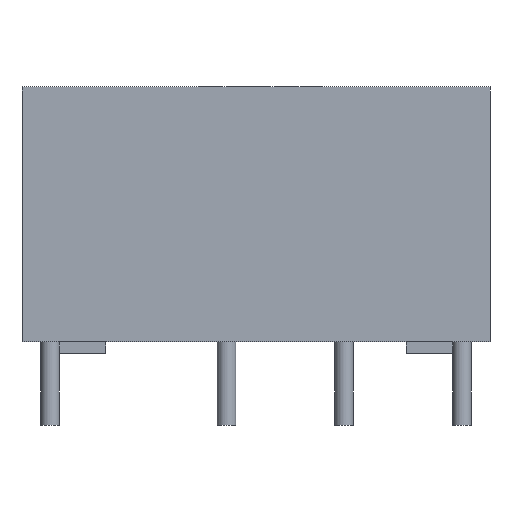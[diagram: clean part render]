
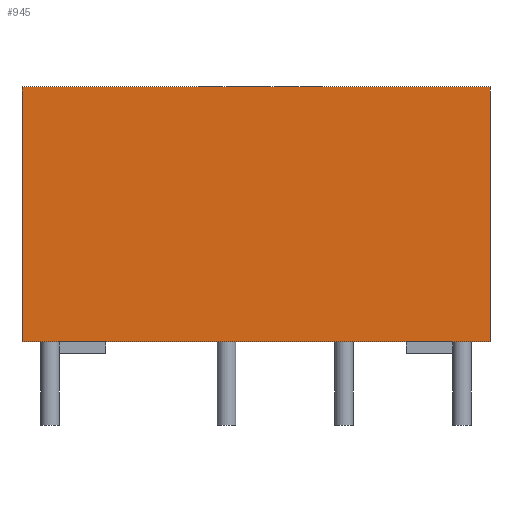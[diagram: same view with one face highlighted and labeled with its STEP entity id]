
A CAD part, front view. The second image highlights one B-rep face of the part: STEP entity #945.
In plain terms, the highlighted planar face has unit normal (0, -1, 0).
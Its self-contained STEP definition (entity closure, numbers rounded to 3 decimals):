
#493 = VECTOR ( 'NONE', #4299, 1000. ) ;
#494 = CARTESIAN_POINT ( 'NONE',  ( -10.1, -5., 11. ) ) ;
#495 = DIRECTION ( 'NONE',  ( 0., 0., -1. ) ) ;
#496 = DIRECTION ( 'NONE',  ( 0., -1., 0. ) ) ;
#497 = CARTESIAN_POINT ( 'NONE',  ( 10.1, -5., 0. ) ) ;
#498 = LINE ( 'NONE', #494, #493 ) ;
#499 = AXIS2_PLACEMENT_3D ( 'NONE', #497, #496, #495 ) ;
#500 = PLANE ( 'NONE',  #499 ) ;
#501 = FACE_OUTER_BOUND ( 'NONE', #946, .T. ) ;
#502 = DIRECTION ( 'NONE',  ( 0., 0., 1. ) ) ;
#503 = VECTOR ( 'NONE', #502, 1000. ) ;
#504 = CARTESIAN_POINT ( 'NONE',  ( -10.1, -5., 0. ) ) ;
#505 = LINE ( 'NONE', #504, #503 ) ;
#506 = CARTESIAN_POINT ( 'NONE',  ( 10.1, -5., 0. ) ) ;
#507 = CARTESIAN_POINT ( 'NONE',  ( -10.1, -5., 0. ) ) ;
#942 = VERTEX_POINT ( 'NONE', #507 ) ;
#943 = VERTEX_POINT ( 'NONE', #506 ) ;
#944 = EDGE_CURVE ( 'NONE', #942, #1094, #505, .T. ) ;
#945 = ADVANCED_FACE ( 'NONE', ( #501 ), #500, .T. ) ;
#946 = EDGE_LOOP ( 'NONE', ( #1093, #970, #966, #947 ) ) ;
#947 = ORIENTED_EDGE ( 'NONE', *, *, #948, .F. ) ;
#948 = EDGE_CURVE ( 'NONE', #1094, #968, #498, .T. ) ;
#960 = EDGE_CURVE ( 'NONE', #942, #943, #2020, .T. ) ;
#966 = ORIENTED_EDGE ( 'NONE', *, *, #967, .F. ) ;
#967 = EDGE_CURVE ( 'NONE', #968, #943, #2054, .T. ) ;
#968 = VERTEX_POINT ( 'NONE', #2050 ) ;
#970 = ORIENTED_EDGE ( 'NONE', *, *, #960, .T. ) ;
#1093 = ORIENTED_EDGE ( 'NONE', *, *, #944, .F. ) ;
#1094 = VERTEX_POINT ( 'NONE', #2287 ) ;
#2016 = DIRECTION ( 'NONE',  ( 1., 0., 0. ) ) ;
#2017 = VECTOR ( 'NONE', #2016, 1000. ) ;
#2018 = CARTESIAN_POINT ( 'NONE',  ( -10.1, -5., 0. ) ) ;
#2020 = LINE ( 'NONE', #2018, #2017 ) ;
#2050 = CARTESIAN_POINT ( 'NONE',  ( 10.1, -5., 11. ) ) ;
#2051 = DIRECTION ( 'NONE',  ( 0., 0., -1. ) ) ;
#2052 = VECTOR ( 'NONE', #2051, 1000. ) ;
#2053 = CARTESIAN_POINT ( 'NONE',  ( 10.1, -5., 0. ) ) ;
#2054 = LINE ( 'NONE', #2053, #2052 ) ;
#2287 = CARTESIAN_POINT ( 'NONE',  ( -10.1, -5., 11. ) ) ;
#4299 = DIRECTION ( 'NONE',  ( 1., 0., 0. ) ) ;
